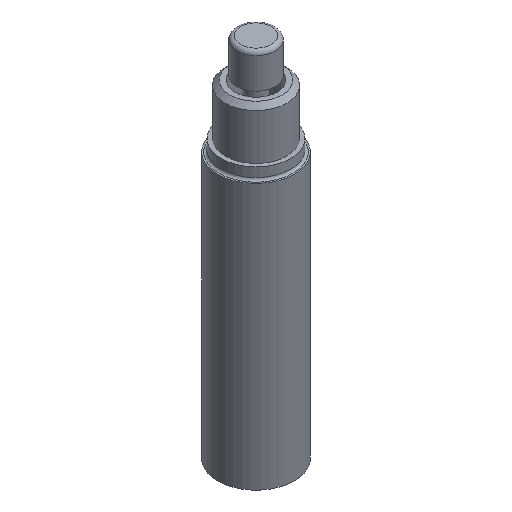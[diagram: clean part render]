
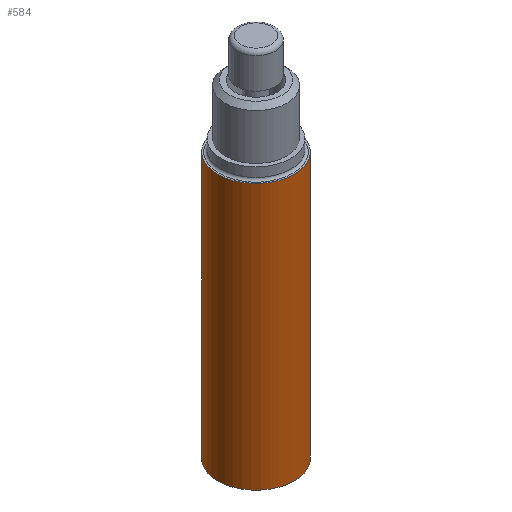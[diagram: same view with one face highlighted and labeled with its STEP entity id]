
A CAD part, isometric view. The second image highlights one B-rep face of the part: STEP entity #584.
In plain terms, the highlighted cylindrical face has radius 5 mm (diameter 10 mm), a full revolution.
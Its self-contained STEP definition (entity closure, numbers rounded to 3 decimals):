
#52=CYLINDRICAL_SURFACE('',#675,5.);
#77=CIRCLE('',#676,5.);
#78=CIRCLE('',#677,5.);
#162=ORIENTED_EDGE('',*,*,#262,.T.);
#163=ORIENTED_EDGE('',*,*,#263,.F.);
#262=EDGE_CURVE('',#318,#318,#77,.T.);
#263=EDGE_CURVE('',#319,#319,#78,.T.);
#318=VERTEX_POINT('',#1020);
#319=VERTEX_POINT('',#1022);
#435=EDGE_LOOP('',(#162));
#436=EDGE_LOOP('',(#163));
#505=FACE_BOUND('',#435,.T.);
#506=FACE_BOUND('',#436,.T.);
#584=ADVANCED_FACE('',(#505,#506),#52,.T.);
#675=AXIS2_PLACEMENT_3D('',#1018,#819,#820);
#676=AXIS2_PLACEMENT_3D('',#1019,#821,#822);
#677=AXIS2_PLACEMENT_3D('',#1021,#823,#824);
#819=DIRECTION('',(0.,0.,-1.));
#820=DIRECTION('',(-1.,0.,0.));
#821=DIRECTION('',(0.,0.,-1.));
#822=DIRECTION('',(-1.,0.,0.));
#823=DIRECTION('',(0.,0.,-1.));
#824=DIRECTION('',(-1.,0.,0.));
#1018=CARTESIAN_POINT('',(0.,0.,0.));
#1019=CARTESIAN_POINT('',(0.,0.,36.));
#1020=CARTESIAN_POINT('',(-5.,0.,36.));
#1021=CARTESIAN_POINT('',(0.,0.,1.5));
#1022=CARTESIAN_POINT('',(-5.,0.,1.5));
